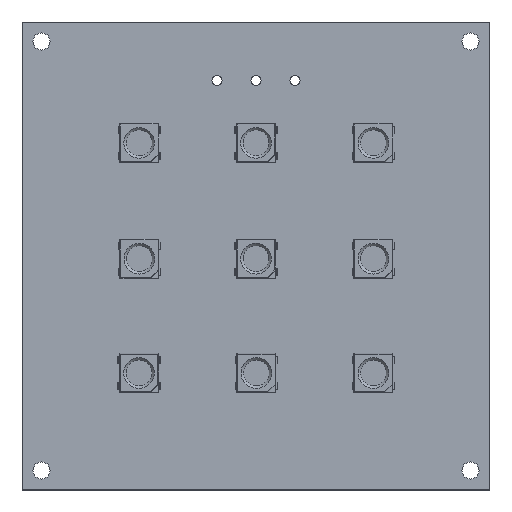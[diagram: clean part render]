
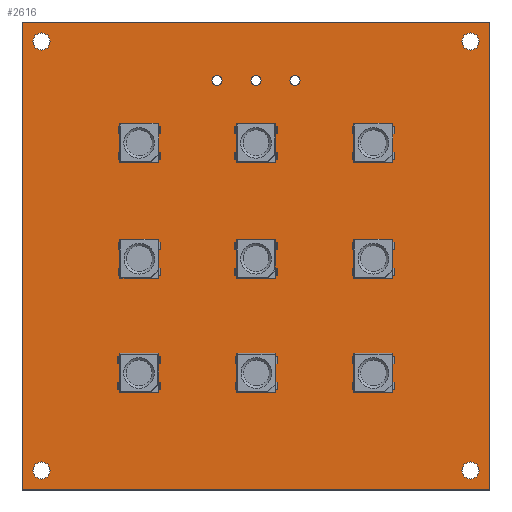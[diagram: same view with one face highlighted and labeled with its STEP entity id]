
A CAD part, top view. The second image highlights one B-rep face of the part: STEP entity #2616.
In plain terms, the highlighted planar face has unit normal (0, 0, 1).
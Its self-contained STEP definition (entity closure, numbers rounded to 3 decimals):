
#2427 = VERTEX_POINT('',#2428);
#2428 = CARTESIAN_POINT('',(182.5,-131.,1.6));
#2434 = EDGE_CURVE('',#2427,#2435,#2437,.T.);
#2435 = VERTEX_POINT('',#2436);
#2436 = CARTESIAN_POINT('',(122.5,-131.,1.6));
#2437 = LINE('',#2438,#2439);
#2438 = CARTESIAN_POINT('',(182.5,-131.,1.6));
#2439 = VECTOR('',#2440,1.);
#2440 = DIRECTION('',(-1.,0.,0.));
#2467 = VERTEX_POINT('',#2468);
#2468 = CARTESIAN_POINT('',(182.5,-71.,1.6));
#2474 = EDGE_CURVE('',#2467,#2427,#2475,.T.);
#2475 = LINE('',#2476,#2477);
#2476 = CARTESIAN_POINT('',(182.5,-71.,1.6));
#2477 = VECTOR('',#2478,1.);
#2478 = DIRECTION('',(0.,-1.,0.));
#2496 = EDGE_CURVE('',#2435,#2497,#2499,.T.);
#2497 = VERTEX_POINT('',#2498);
#2498 = CARTESIAN_POINT('',(122.5,-71.,1.6));
#2499 = LINE('',#2500,#2501);
#2500 = CARTESIAN_POINT('',(122.5,-131.,1.6));
#2501 = VECTOR('',#2502,1.);
#2502 = DIRECTION('',(0.,1.,0.));
#2616 = ADVANCED_FACE('',(#2617,#2628,#2639,#2650,#2661,#2672,#2683,
    #2694),#2705,.T.);
#2617 = FACE_BOUND('',#2618,.T.);
#2618 = EDGE_LOOP('',(#2619,#2620,#2621,#2627));
#2619 = ORIENTED_EDGE('',*,*,#2434,.F.);
#2620 = ORIENTED_EDGE('',*,*,#2474,.F.);
#2621 = ORIENTED_EDGE('',*,*,#2622,.F.);
#2622 = EDGE_CURVE('',#2497,#2467,#2623,.T.);
#2623 = LINE('',#2624,#2625);
#2624 = CARTESIAN_POINT('',(122.5,-71.,1.6));
#2625 = VECTOR('',#2626,1.);
#2626 = DIRECTION('',(1.,0.,0.));
#2627 = ORIENTED_EDGE('',*,*,#2496,.F.);
#2628 = FACE_BOUND('',#2629,.T.);
#2629 = EDGE_LOOP('',(#2630));
#2630 = ORIENTED_EDGE('',*,*,#2631,.T.);
#2631 = EDGE_CURVE('',#2632,#2632,#2634,.T.);
#2632 = VERTEX_POINT('',#2633);
#2633 = CARTESIAN_POINT('',(125.,-129.6,1.6));
#2634 = CIRCLE('',#2635,1.1);
#2635 = AXIS2_PLACEMENT_3D('',#2636,#2637,#2638);
#2636 = CARTESIAN_POINT('',(125.,-128.5,1.6));
#2637 = DIRECTION('',(-0.,0.,-1.));
#2638 = DIRECTION('',(-0.,-1.,0.));
#2639 = FACE_BOUND('',#2640,.T.);
#2640 = EDGE_LOOP('',(#2641));
#2641 = ORIENTED_EDGE('',*,*,#2642,.T.);
#2642 = EDGE_CURVE('',#2643,#2643,#2645,.T.);
#2643 = VERTEX_POINT('',#2644);
#2644 = CARTESIAN_POINT('',(180.,-129.6,1.6));
#2645 = CIRCLE('',#2646,1.1);
#2646 = AXIS2_PLACEMENT_3D('',#2647,#2648,#2649);
#2647 = CARTESIAN_POINT('',(180.,-128.5,1.6));
#2648 = DIRECTION('',(-0.,0.,-1.));
#2649 = DIRECTION('',(-0.,-1.,0.));
#2650 = FACE_BOUND('',#2651,.T.);
#2651 = EDGE_LOOP('',(#2652));
#2652 = ORIENTED_EDGE('',*,*,#2653,.T.);
#2653 = EDGE_CURVE('',#2654,#2654,#2656,.T.);
#2654 = VERTEX_POINT('',#2655);
#2655 = CARTESIAN_POINT('',(125.,-74.6,1.6));
#2656 = CIRCLE('',#2657,1.1);
#2657 = AXIS2_PLACEMENT_3D('',#2658,#2659,#2660);
#2658 = CARTESIAN_POINT('',(125.,-73.5,1.6));
#2659 = DIRECTION('',(-0.,0.,-1.));
#2660 = DIRECTION('',(-0.,-1.,0.));
#2661 = FACE_BOUND('',#2662,.T.);
#2662 = EDGE_LOOP('',(#2663));
#2663 = ORIENTED_EDGE('',*,*,#2664,.T.);
#2664 = EDGE_CURVE('',#2665,#2665,#2667,.T.);
#2665 = VERTEX_POINT('',#2666);
#2666 = CARTESIAN_POINT('',(147.5,-79.148,1.6));
#2667 = CIRCLE('',#2668,0.648);
#2668 = AXIS2_PLACEMENT_3D('',#2669,#2670,#2671);
#2669 = CARTESIAN_POINT('',(147.5,-78.5,1.6));
#2670 = DIRECTION('',(-0.,0.,-1.));
#2671 = DIRECTION('',(-0.,-1.,0.));
#2672 = FACE_BOUND('',#2673,.T.);
#2673 = EDGE_LOOP('',(#2674));
#2674 = ORIENTED_EDGE('',*,*,#2675,.T.);
#2675 = EDGE_CURVE('',#2676,#2676,#2678,.T.);
#2676 = VERTEX_POINT('',#2677);
#2677 = CARTESIAN_POINT('',(152.5,-79.148,1.6));
#2678 = CIRCLE('',#2679,0.648);
#2679 = AXIS2_PLACEMENT_3D('',#2680,#2681,#2682);
#2680 = CARTESIAN_POINT('',(152.5,-78.5,1.6));
#2681 = DIRECTION('',(-0.,0.,-1.));
#2682 = DIRECTION('',(-0.,-1.,0.));
#2683 = FACE_BOUND('',#2684,.T.);
#2684 = EDGE_LOOP('',(#2685));
#2685 = ORIENTED_EDGE('',*,*,#2686,.T.);
#2686 = EDGE_CURVE('',#2687,#2687,#2689,.T.);
#2687 = VERTEX_POINT('',#2688);
#2688 = CARTESIAN_POINT('',(157.5,-79.148,1.6));
#2689 = CIRCLE('',#2690,0.648);
#2690 = AXIS2_PLACEMENT_3D('',#2691,#2692,#2693);
#2691 = CARTESIAN_POINT('',(157.5,-78.5,1.6));
#2692 = DIRECTION('',(-0.,0.,-1.));
#2693 = DIRECTION('',(-0.,-1.,0.));
#2694 = FACE_BOUND('',#2695,.T.);
#2695 = EDGE_LOOP('',(#2696));
#2696 = ORIENTED_EDGE('',*,*,#2697,.T.);
#2697 = EDGE_CURVE('',#2698,#2698,#2700,.T.);
#2698 = VERTEX_POINT('',#2699);
#2699 = CARTESIAN_POINT('',(180.,-74.6,1.6));
#2700 = CIRCLE('',#2701,1.1);
#2701 = AXIS2_PLACEMENT_3D('',#2702,#2703,#2704);
#2702 = CARTESIAN_POINT('',(180.,-73.5,1.6));
#2703 = DIRECTION('',(-0.,0.,-1.));
#2704 = DIRECTION('',(-0.,-1.,0.));
#2705 = PLANE('',#2706);
#2706 = AXIS2_PLACEMENT_3D('',#2707,#2708,#2709);
#2707 = CARTESIAN_POINT('',(0.,0.,1.6));
#2708 = DIRECTION('',(0.,0.,1.));
#2709 = DIRECTION('',(1.,0.,-0.));
